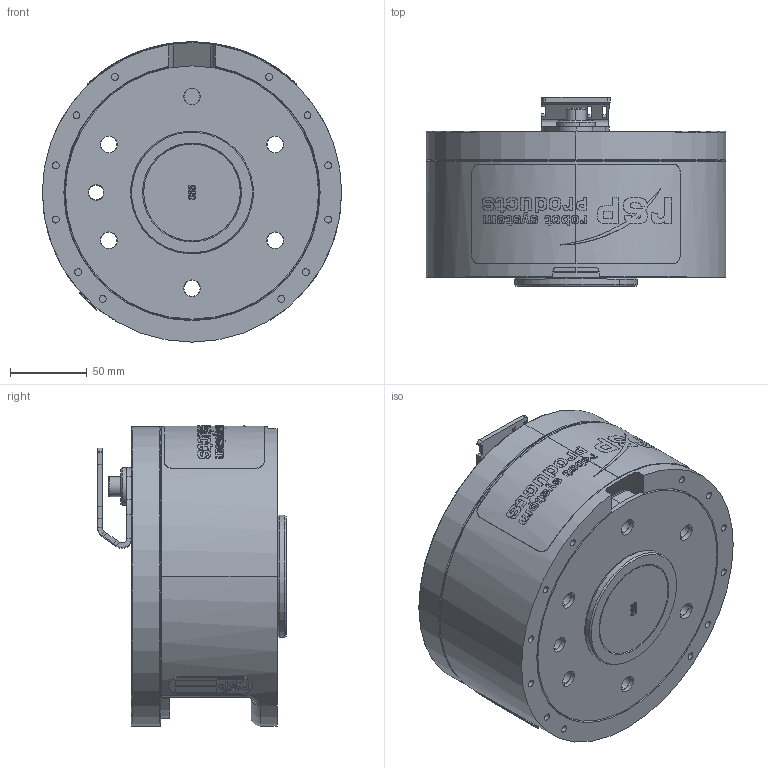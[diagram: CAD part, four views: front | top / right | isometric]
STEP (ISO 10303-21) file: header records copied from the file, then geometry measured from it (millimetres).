
FILE_DESCRIPTION (( 'STEP AP203' ), '1' );
FILE_NAME ('P5141 radial guide.STEP', '2020-02-20T14:41:29', ( '' ), ( '' ), 'SwSTEP 2.0', 'SolidWorks 2017', '' );
FILE_SCHEMA (( 'CONFIG_CONTROL_DESIGN' ));
Length unit declared in the file: millimetre
Products named in the file (1): P5141 radial guide
Bounding box: 195 x 123 x 195.6 mm (x, y, z)
Volume: 1391484.1 mm3; surface area: 291898.2 mm2
Topology: 10 solids, 10 shells, 1114 faces, 2928 edges, 1897 vertices
Faces by surface type: plane 494, bspline 312, cylinder 219, cone 61, torus 28
Entity records: 45642 total; most frequent: CARTESIAN_POINT 20138, ORIENTED_EDGE 5784, DIRECTION 4317, EDGE_CURVE 2892, VERTEX_POINT 1897, VECTOR 1565, LINE 1565, AXIS2_PLACEMENT_3D 1376
